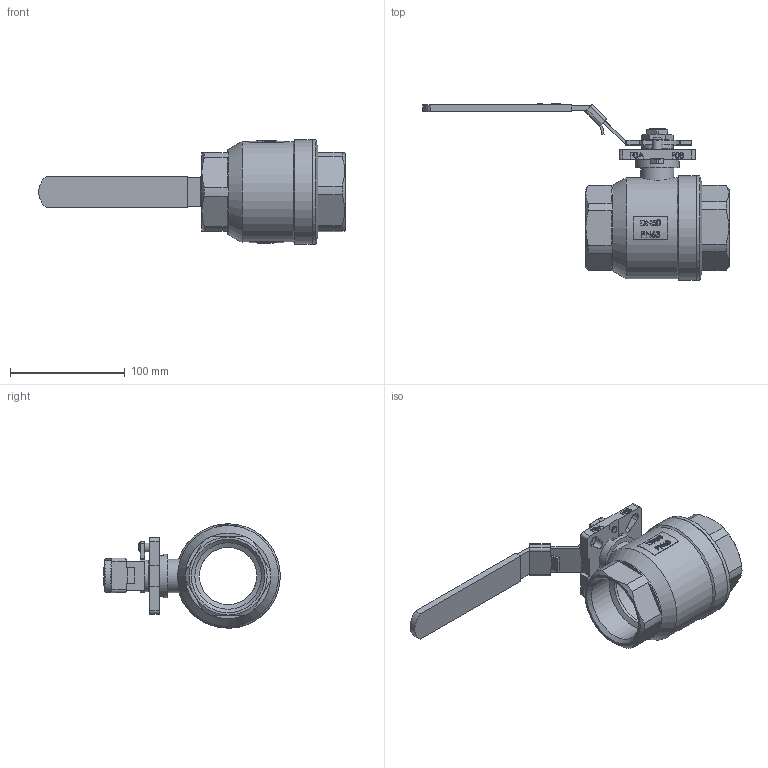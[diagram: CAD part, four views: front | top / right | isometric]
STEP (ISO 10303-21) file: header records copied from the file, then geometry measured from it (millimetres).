
FILE_DESCRIPTION(/* description */ ('Unknown'),/* implementation_level */ '2;1');
FILE_NAME(/* name */ '9652-09',/* time_stamp */ '2022-07-13T13:03:38+02:00',/* author */ ('Unknown'),/* organization */ ('Unknown'),/* preprocessor_version */ 'ST-DEVELOPER v16.7',/* originating_system */ 'Solid Edge',/* authorisation */ 'Unknown');
FILE_SCHEMA (('AUTOMOTIVE_DESIGN {1 0 10303 214 3 1 1}'));
Length unit declared in the file: millimetre
Products named in the file (12): 9652-09; T(樓馱)-DN50; Z-DN50; G(樓馱)-DN50; M-DN50; LM-DN50; FS-DN50; PD-DN50; S-DN50; KZ-DN50; DW-DN50; ST-DN50
Assembly tree (12 placements, depth 2):
  9652-09
    T(樓馱)-DN50
    Z-DN50
    G(樓馱)-DN50
    M-DN50
    LM-DN50  x2
    FS-DN50
    PD-DN50
    S-DN50
    KZ-DN50
    DW-DN50
    ST-DN50
Bounding box: 267.21 x 153.94 x 91 mm (x, y, z)
Volume: 287567 mm3; surface area: 138027.6 mm2
Topology: 12 solids, 12 shells, 652 faces, 1686 edges, 1113 vertices
Faces by surface type: plane 361, bspline 140, cylinder 115, cone 35, torus 1
Full cylindrical faces by diameter (mm): 5 x1, 6 x1, 8 x2, 13.4 x1, 17 x2, 18 x2, 18.1 x1, 18.5 x1, 22.5 x1, 22.7 x2, 27.5 x1, 28.5 x1, 29 x1, 32.5 x1, 38 x1, 50 x2, 57.98 x1, 72 x2, 74.5 x1, 76.5 x1, 78.8 x1, 82 x1, 82.1 x1, 82.2 x1, 87.1 x1, 87.2 x1, 88 x1, 91 x2
Entity records: 24483 total; most frequent: CARTESIAN_POINT 9579, ORIENTED_EDGE 3174, DIRECTION 2577, EDGE_CURVE 1587, VERTEX_POINT 1080, LINE 931, VECTOR 931, AXIS2_PLACEMENT_3D 823
